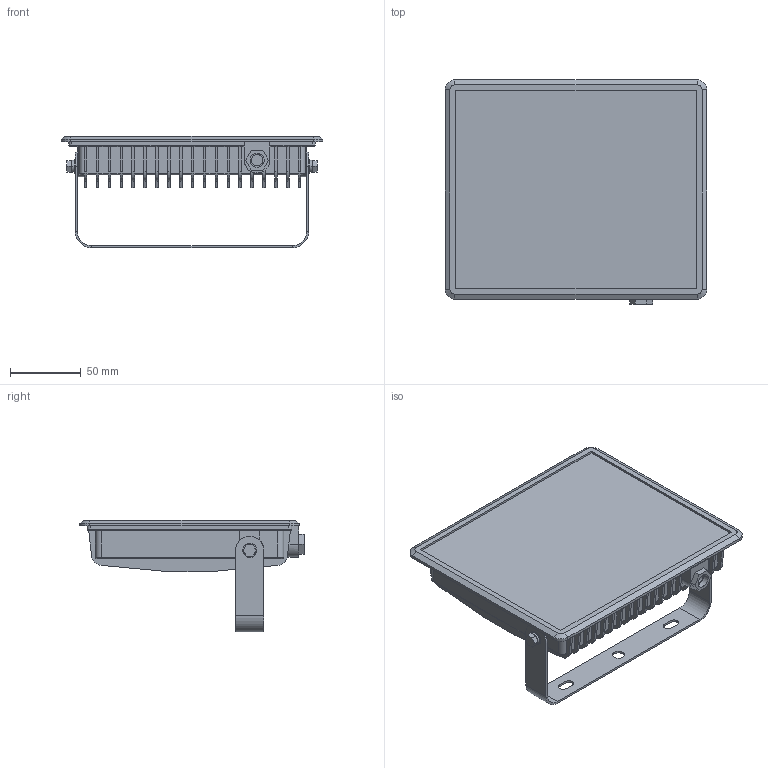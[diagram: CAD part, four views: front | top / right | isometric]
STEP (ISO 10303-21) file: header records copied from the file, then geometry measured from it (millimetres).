
FILE_DESCRIPTION (( 'STEP AP203' ), '1' );
FILE_NAME ('Ïðîæåêòîð ñâåòîäèîäíûé ÑÄÎ-3005 75Âò 6500Ê IP65 EKF Basic.STEP', '2022-03-21T12:44:07', ( '' ), ( '' ), 'SwSTEP 2.0', 'SolidWorks 2021', '' );
FILE_SCHEMA (( 'CONFIG_CONTROL_DESIGN' ));
Length unit declared in the file: millimetre
Products named in the file (1): Ïðîæåêòîð ñâåòîäèîäíûé ÑÄÎ-3005 75Âò 6500Ê IP65 EKF Basic
Bounding box: 185 x 158.5 x 78.8 mm (x, y, z)
Volume: 631252 mm3; surface area: 127384.3 mm2
Topology: 1 solids, 1 shells, 526 faces, 1415 edges, 898 vertices
Faces by surface type: plane 344, cylinder 170, torus 8, cone 4
Entity records: 16452 total; most frequent: CARTESIAN_POINT 2900, DIRECTION 2845, ORIENTED_EDGE 2830, EDGE_CURVE 1415, VECTOR 1023, LINE 1023, AXIS2_PLACEMENT_3D 911, VERTEX_POINT 898
